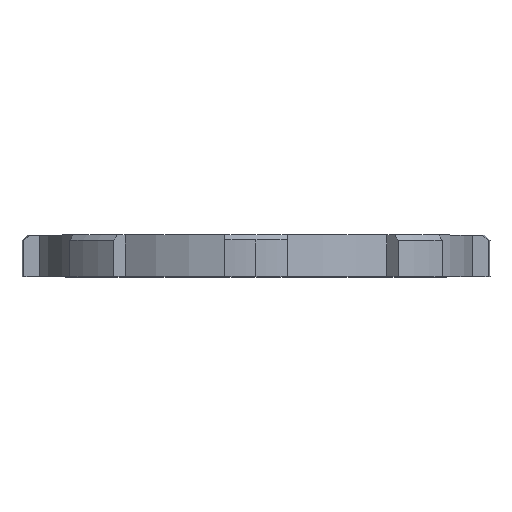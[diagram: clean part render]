
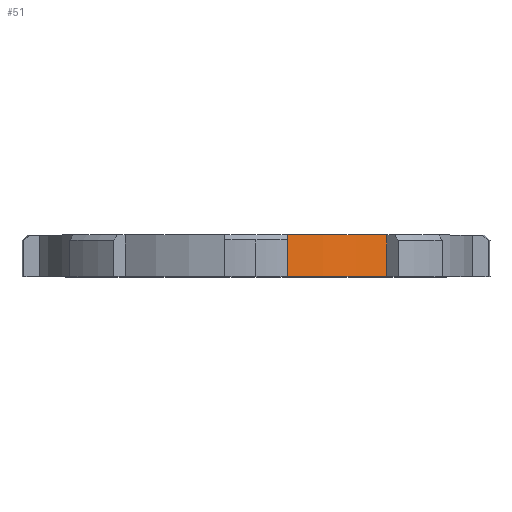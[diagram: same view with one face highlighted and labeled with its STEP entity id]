
A CAD part, top view. The second image highlights one B-rep face of the part: STEP entity #51.
In plain terms, the highlighted cylindrical face has radius 21 mm (diameter 42 mm), a partial arc.
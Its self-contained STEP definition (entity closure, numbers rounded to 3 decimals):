
#2 = DIRECTION ( 'NONE',  ( 0., 1., 0. ) ) ;
#51 = ADVANCED_FACE ( 'NONE', ( #813 ), #1546, .T. ) ;
#89 = EDGE_CURVE ( 'NONE', #645, #1200, #1424, .T. ) ;
#206 = DIRECTION ( 'NONE',  ( 0., -1., 0. ) ) ;
#298 = AXIS2_PLACEMENT_3D ( 'NONE', #789, #915, #331 ) ;
#330 = CARTESIAN_POINT ( 'NONE',  ( 0., 4., 0. ) ) ;
#331 = DIRECTION ( 'NONE',  ( 0., 0., 1. ) ) ;
#412 = AXIS2_PLACEMENT_3D ( 'NONE', #1300, #470, #703 ) ;
#461 = VECTOR ( 'NONE', #2, 1000. ) ;
#470 = DIRECTION ( 'NONE',  ( 0., -1., 0. ) ) ;
#477 = CIRCLE ( 'NONE', #1511, 21. ) ;
#524 = ORIENTED_EDGE ( 'NONE', *, *, #925, .T. ) ;
#533 = ORIENTED_EDGE ( 'NONE', *, *, #932, .T. ) ;
#561 = DIRECTION ( 'NONE',  ( 0., 1., 0. ) ) ;
#587 = CARTESIAN_POINT ( 'NONE',  ( 12.576, 4., 16.818 ) ) ;
#597 = CARTESIAN_POINT ( 'NONE',  ( 3., 0., 20.785 ) ) ;
#645 = VERTEX_POINT ( 'NONE', #685 ) ;
#685 = CARTESIAN_POINT ( 'NONE',  ( 12.576, 0., 16.818 ) ) ;
#703 = DIRECTION ( 'NONE',  ( 0., 0., -1. ) ) ;
#760 = EDGE_CURVE ( 'NONE', #1334, #1200, #477, .T. ) ;
#789 = CARTESIAN_POINT ( 'NONE',  ( 0., 0., 0. ) ) ;
#811 = ORIENTED_EDGE ( 'NONE', *, *, #89, .T. ) ;
#813 = FACE_OUTER_BOUND ( 'NONE', #1230, .T. ) ;
#915 = DIRECTION ( 'NONE',  ( 0., 1., 0. ) ) ;
#925 = EDGE_CURVE ( 'NONE', #1382, #645, #1353, .T. ) ;
#932 = EDGE_CURVE ( 'NONE', #1334, #1382, #1167, .T. ) ;
#1167 = LINE ( 'NONE', #1488, #1172 ) ;
#1172 = VECTOR ( 'NONE', #206, 1000. ) ;
#1200 = VERTEX_POINT ( 'NONE', #1465 ) ;
#1230 = EDGE_LOOP ( 'NONE', ( #524, #811, #1312, #533 ) ) ;
#1269 = CARTESIAN_POINT ( 'NONE',  ( 3., 4., 20.785 ) ) ;
#1286 = DIRECTION ( 'NONE',  ( 0., 0., 1. ) ) ;
#1300 = CARTESIAN_POINT ( 'NONE',  ( 0., 4., 0. ) ) ;
#1312 = ORIENTED_EDGE ( 'NONE', *, *, #760, .F. ) ;
#1334 = VERTEX_POINT ( 'NONE', #1269 ) ;
#1353 = CIRCLE ( 'NONE', #298, 21. ) ;
#1382 = VERTEX_POINT ( 'NONE', #597 ) ;
#1424 = LINE ( 'NONE', #587, #461 ) ;
#1465 = CARTESIAN_POINT ( 'NONE',  ( 12.576, 4., 16.818 ) ) ;
#1488 = CARTESIAN_POINT ( 'NONE',  ( 3., 4., 20.785 ) ) ;
#1511 = AXIS2_PLACEMENT_3D ( 'NONE', #330, #561, #1286 ) ;
#1546 = CYLINDRICAL_SURFACE ( 'NONE', #412, 21. ) ;
